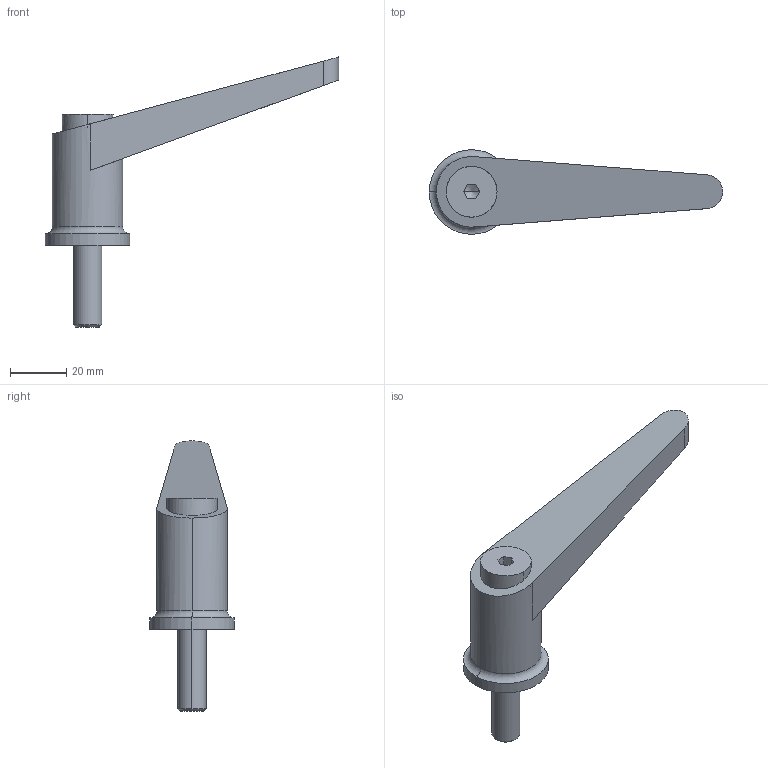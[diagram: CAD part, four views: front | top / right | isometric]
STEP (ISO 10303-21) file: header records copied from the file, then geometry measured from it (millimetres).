
FILE_DESCRIPTION(('STEP AP214'),'1');
FILE_NAME(' ',' ',('TraceParts'),('TraceParts S.A.'),'XStep 1.0',' ',' ');
FILE_SCHEMA(('automotive_design'));
Length unit declared in the file: millimetre
Products named in the file (1): 1
Bounding box: 103.98 x 30 x 95.72 mm (x, y, z)
Volume: 28770.4 mm3; surface area: 12509.9 mm2
Topology: 1 solids, 1 shells, 41 faces, 95 edges, 60 vertices
Faces by surface type: plane 22, cylinder 11, cone 6, torus 2
Entity records: 2265 total; most frequent: CARTESIAN_POINT 211, DIRECTION 206, STYLED_ITEM 195, PRESENTATION_STYLE_ASSIGNMENT 195, COLOUR_RGB 195, ORIENTED_EDGE 186, EDGE_CURVE 93, CURVE_STYLE 93
